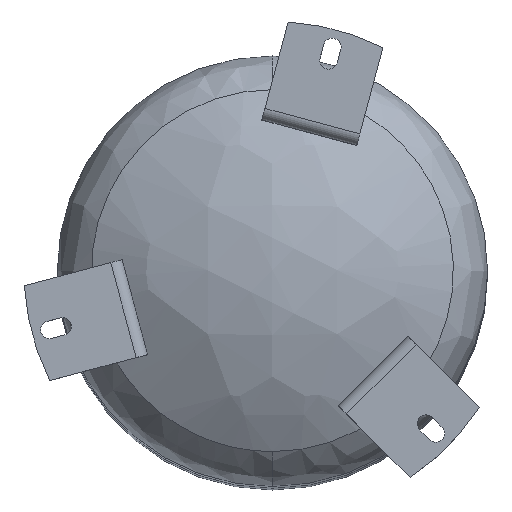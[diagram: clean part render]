
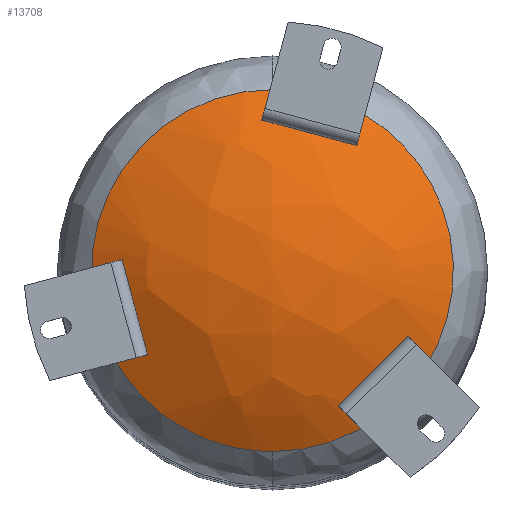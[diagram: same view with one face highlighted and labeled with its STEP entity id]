
A CAD part, front view. The second image highlights one B-rep face of the part: STEP entity #13708.
In plain terms, the highlighted free-form (B-spline) face has degree [3, 3] with [4, 4] control points.
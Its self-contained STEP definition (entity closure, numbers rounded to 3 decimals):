
#13335=CARTESIAN_POINT('',(0.,-27.099,-92.083));
#13336=CARTESIAN_POINT('',(-3.837,-27.099,
-92.083));
#13337=CARTESIAN_POINT('',(-11.994,-27.099,
-91.608));
#13338=CARTESIAN_POINT('',(-25.606,-27.099,
-88.859));
#13339=CARTESIAN_POINT('',(-40.284,-27.099,
-83.355));
#13340=CARTESIAN_POINT('',(-55.367,-27.099,
-74.348));
#13341=CARTESIAN_POINT('',(-69.749,-27.099,
-61.252));
#13342=CARTESIAN_POINT('',(-81.904,-27.099,
-43.933));
#13343=CARTESIAN_POINT('',(-90.135,-27.099,
-23.017));
#13344=CARTESIAN_POINT('',(-93.058,-27.099,
0.));
#13345=CARTESIAN_POINT('',(-90.135,-27.099,
23.017));
#13346=CARTESIAN_POINT('',(-81.904,-27.099,
43.933));
#13347=CARTESIAN_POINT('',(-69.749,-27.099,
61.252));
#13348=CARTESIAN_POINT('',(-55.367,-27.099,
74.348));
#13349=CARTESIAN_POINT('',(-40.284,-27.099,
83.355));
#13350=CARTESIAN_POINT('',(-25.606,-27.099,
88.859));
#13351=CARTESIAN_POINT('',(-11.994,-27.099,
91.608));
#13352=CARTESIAN_POINT('',(-3.837,-27.099,
92.083));
#13353=CARTESIAN_POINT('',(0.,-27.099,92.083));
#13371=CARTESIAN_POINT('',(0.,-27.099,92.083));
#13372=CARTESIAN_POINT('',(3.837,-27.099,
92.083));
#13373=CARTESIAN_POINT('',(11.994,-27.099,
91.608));
#13374=CARTESIAN_POINT('',(25.606,-27.099,
88.859));
#13375=CARTESIAN_POINT('',(40.284,-27.099,
83.355));
#13376=CARTESIAN_POINT('',(55.367,-27.099,
74.348));
#13377=CARTESIAN_POINT('',(69.749,-27.099,
61.252));
#13378=CARTESIAN_POINT('',(81.904,-27.099,
43.933));
#13379=CARTESIAN_POINT('',(90.135,-27.099,
23.017));
#13380=CARTESIAN_POINT('',(93.058,-27.099,
0.));
#13381=CARTESIAN_POINT('',(90.135,-27.099,
-23.017));
#13382=CARTESIAN_POINT('',(81.904,-27.099,
-43.933));
#13383=CARTESIAN_POINT('',(69.749,-27.099,
-61.252));
#13384=CARTESIAN_POINT('',(55.367,-27.099,
-74.348));
#13385=CARTESIAN_POINT('',(40.284,-27.099,
-83.355));
#13386=CARTESIAN_POINT('',(25.606,-27.099,
-88.859));
#13387=CARTESIAN_POINT('',(11.994,-27.099,
-91.608));
#13388=CARTESIAN_POINT('',(3.837,-27.099,
-92.083));
#13389=CARTESIAN_POINT('',(0.,-27.099,-92.083));
#13619=VERTEX_POINT('',#13335);
#13620=VERTEX_POINT('',#13353);
#13686=CARTESIAN_POINT('',(95.001,-52.924,
-78.537));
#13687=CARTESIAN_POINT('',(95.001,-20.04,
-29.517));
#13688=CARTESIAN_POINT('',(95.001,-20.039,
29.511));
#13689=CARTESIAN_POINT('',(95.001,-52.921,
78.532));
#13690=CARTESIAN_POINT('',(35.736,-19.758,
-100.785));
#13691=CARTESIAN_POINT('',(35.736,22.441,
-37.879));
#13692=CARTESIAN_POINT('',(35.736,22.443,37.871));
#13693=CARTESIAN_POINT('',(35.736,-19.754,
100.779));
#13694=CARTESIAN_POINT('',(-35.73,-19.757,
-100.786));
#13695=CARTESIAN_POINT('',(-35.73,22.442,
-37.879));
#13696=CARTESIAN_POINT('',(-35.73,22.444,
37.871));
#13697=CARTESIAN_POINT('',(-35.73,-19.753,
100.78));
#13698=CARTESIAN_POINT('',(-94.997,-52.922,
-78.539));
#13699=CARTESIAN_POINT('',(-94.997,-20.037,
-29.518));
#13700=CARTESIAN_POINT('',(-94.997,-20.036,
29.511));
#13701=CARTESIAN_POINT('',(-94.997,-52.919,
78.534));
#13702=(BOUNDED_SURFACE()B_SPLINE_SURFACE(3,3,((#13686,#13687,#13688,#13689),(
#13690,#13691,#13692,#13693),(#13694,#13695,#13696,#13697),(#13698,#13699,
#13700,#13701)),.UNSPECIFIED.,.F.,.F.,.F.)B_SPLINE_SURFACE_WITH_KNOTS((4,4),(4,
4),(-0.01,1.01),(-0.011,1.011),
.UNSPECIFIED.)GEOMETRIC_REPRESENTATION_ITEM()RATIONAL_B_SPLINE_SURFACE(((
1.007,0.893,0.893,1.007),(
0.892,0.792,0.792,0.892),(
0.892,0.792,0.792,0.892),(
1.007,0.893,0.893,1.007)))REPRESENTATION_ITEM('')SURFACE());
#13703=ORIENTED_EDGE('',*,*,#13675,.F.);
#13705=ORIENTED_EDGE('',*,*,#13704,.F.);
#13706=EDGE_LOOP('',(#13703,#13705));
#13707=FACE_OUTER_BOUND('',#13706,.F.);
#13708=ADVANCED_FACE('',(#13707),#13702,.T.);
#13354=B_SPLINE_CURVE_WITH_KNOTS('',3,(#13335,#13336,#13337,#13338,#13339,
#13340,#13341,#13342,#13343,#13344,#13345,#13346,#13347,#13348,#13349,#13350,
#13351,#13352,#13353),.UNSPECIFIED.,.F.,.F.,(4,1,1,1,1,1,1,1,1,1,1,1,1,1,1,1,4),
(0.,0.063,0.125,0.188,0.25,0.313,0.375,0.438,0.5,0.563,
0.625,0.688,0.75,0.813,0.875,0.938,1.),.UNSPECIFIED.);
#13390=B_SPLINE_CURVE_WITH_KNOTS('',3,(#13371,#13372,#13373,#13374,#13375,
#13376,#13377,#13378,#13379,#13380,#13381,#13382,#13383,#13384,#13385,#13386,
#13387,#13388,#13389),.UNSPECIFIED.,.F.,.F.,(4,1,1,1,1,1,1,1,1,1,1,1,1,1,1,1,4),
(0.,0.063,0.125,0.188,0.25,0.313,0.375,0.438,0.5,0.563,
0.625,0.688,0.75,0.813,0.875,0.938,1.),.UNSPECIFIED.);
#13675=EDGE_CURVE('',#13619,#13620,#13354,.T.);
#13704=EDGE_CURVE('',#13620,#13619,#13390,.T.);
